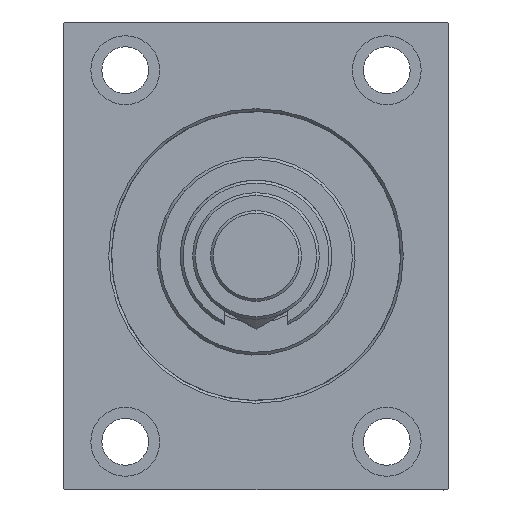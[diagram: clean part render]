
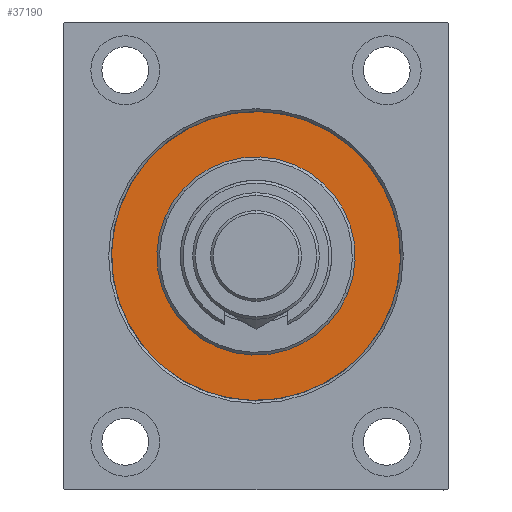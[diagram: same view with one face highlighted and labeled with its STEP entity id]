
A CAD part, left-side view. The second image highlights one B-rep face of the part: STEP entity #37190.
In plain terms, the highlighted face is planar.
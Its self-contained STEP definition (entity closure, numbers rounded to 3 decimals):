
#2969 = EDGE_CURVE ( 'NONE', #23329, #15770, #42804, .T. ) ;
#3003 = AXIS2_PLACEMENT_3D ( 'NONE', #17383, #21001, #17149 ) ;
#3019 = VERTEX_POINT ( 'NONE', #28828 ) ;
#3465 = ORIENTED_EDGE ( 'NONE', *, *, #12656, .F. ) ;
#4301 = DIRECTION ( 'NONE',  ( 0., 0., 1. ) ) ;
#4440 = CARTESIAN_POINT ( 'NONE',  ( 0., 0., 0. ) ) ;
#4932 = CARTESIAN_POINT ( 'NONE',  ( 0., 0., -52.5 ) ) ;
#5490 = CIRCLE ( 'NONE', #32425, 52.5 ) ;
#5590 = FACE_BOUND ( 'NONE', #8385, .T. ) ;
#8040 = DIRECTION ( 'NONE',  ( 0., 0., -1. ) ) ;
#8385 = EDGE_LOOP ( 'NONE', ( #38046, #16121 ) ) ;
#12128 = DIRECTION ( 'NONE',  ( -1., 0., 0. ) ) ;
#12432 = DIRECTION ( 'NONE',  ( 1., 0., 0. ) ) ;
#12656 = EDGE_CURVE ( 'NONE', #3019, #26655, #5490, .T. ) ;
#15043 = CARTESIAN_POINT ( 'NONE',  ( 0., 0., 0. ) ) ;
#15494 = EDGE_CURVE ( 'NONE', #15770, #23329, #37113, .T. ) ;
#15770 = VERTEX_POINT ( 'NONE', #40759 ) ;
#16121 = ORIENTED_EDGE ( 'NONE', *, *, #2969, .F. ) ;
#17149 = DIRECTION ( 'NONE',  ( 0., 0., 1. ) ) ;
#17383 = CARTESIAN_POINT ( 'NONE',  ( 0., 0., 0. ) ) ;
#20283 = PLANE ( 'NONE',  #3003 ) ;
#21001 = DIRECTION ( 'NONE',  ( -1., 0., 0. ) ) ;
#21235 = FACE_OUTER_BOUND ( 'NONE', #25252, .T. ) ;
#21771 = ORIENTED_EDGE ( 'NONE', *, *, #25087, .F. ) ;
#21878 = CIRCLE ( 'NONE', #28059, 52.5 ) ;
#23329 = VERTEX_POINT ( 'NONE', #36470 ) ;
#25087 = EDGE_CURVE ( 'NONE', #26655, #3019, #21878, .T. ) ;
#25252 = EDGE_LOOP ( 'NONE', ( #21771, #3465 ) ) ;
#26655 = VERTEX_POINT ( 'NONE', #4932 ) ;
#27141 = AXIS2_PLACEMENT_3D ( 'NONE', #4440, #40581, #8040 ) ;
#27203 = CARTESIAN_POINT ( 'NONE',  ( 0., 0., 0. ) ) ;
#28059 = AXIS2_PLACEMENT_3D ( 'NONE', #15043, #12128, #40593 ) ;
#28828 = CARTESIAN_POINT ( 'NONE',  ( 0., 0., 52.5 ) ) ;
#31260 = AXIS2_PLACEMENT_3D ( 'NONE', #45464, #12432, #31966 ) ;
#31966 = DIRECTION ( 'NONE',  ( 0., 0., -1. ) ) ;
#32425 = AXIS2_PLACEMENT_3D ( 'NONE', #27203, #41385, #4301 ) ;
#36470 = CARTESIAN_POINT ( 'NONE',  ( 0., 0., -36. ) ) ;
#37113 = CIRCLE ( 'NONE', #27141, 36. ) ;
#37190 = ADVANCED_FACE ( 'NONE', ( #5590, #21235 ), #20283, .F. ) ;
#38046 = ORIENTED_EDGE ( 'NONE', *, *, #15494, .F. ) ;
#40581 = DIRECTION ( 'NONE',  ( 1., 0., 0. ) ) ;
#40593 = DIRECTION ( 'NONE',  ( 0., 0., 1. ) ) ;
#40759 = CARTESIAN_POINT ( 'NONE',  ( 0., 0., 36. ) ) ;
#41385 = DIRECTION ( 'NONE',  ( -1., 0., 0. ) ) ;
#42804 = CIRCLE ( 'NONE', #31260, 36. ) ;
#45464 = CARTESIAN_POINT ( 'NONE',  ( 0., 0., 0. ) ) ;
